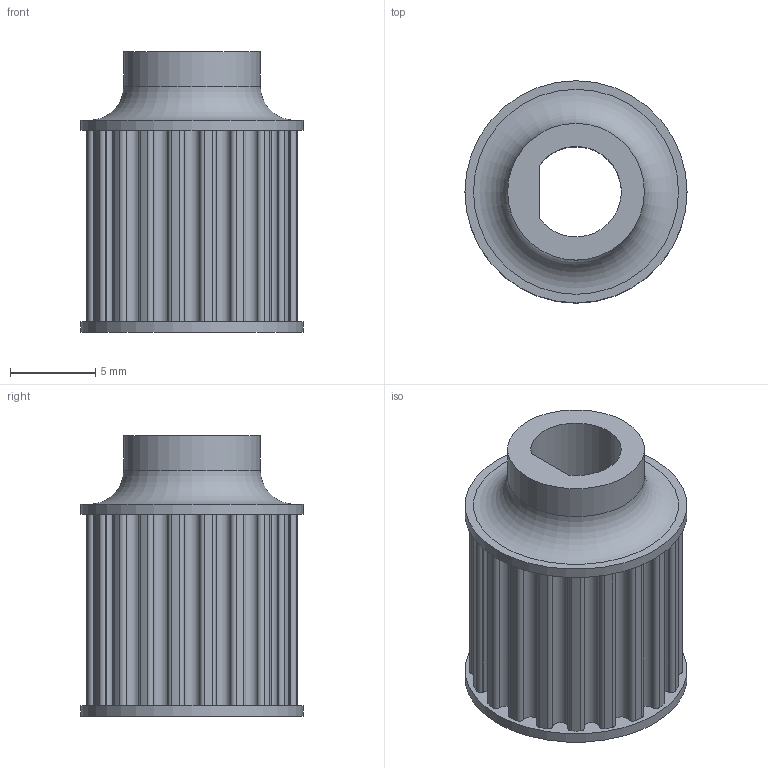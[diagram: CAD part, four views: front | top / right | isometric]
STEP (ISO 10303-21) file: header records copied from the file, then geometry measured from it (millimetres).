
FILE_DESCRIPTION(/* description */ ('FreeCAD Model'),/* implementation_level */ '2;1');
FILE_NAME(/* name */ 'GT2 Idler Pulley 20 Tooth 9mm Wide.stp',/* time_stamp */ '2025-06-09T13:12:41+02:00',/* author */ ('R5800u'),/* organization */ (''),/* preprocessor_version */ 'ST-DEVELOPER v20',/* originating_system */ 'Autodesk Inventor 2025',/* authorisation */ 'Unknown');
FILE_SCHEMA (('AUTOMOTIVE_DESIGN { 1 0 10303 214 3 1 1 }'));
Length unit declared in the file: millimetre
Products named in the file (1): GT2 Idler Pulley 20 Tooth 9mm Wide
Bounding box: 13 x 13 x 16.4 mm (x, y, z)
Volume: 1250.2 mm3; surface area: 1307.3 mm2
Topology: 1 solids, 1 shells, 131 faces, 378 edges, 252 vertices
Faces by surface type: cylinder 84, plane 46, torus 1
Full cylindrical faces by diameter (mm): 8 x1, 13 x2
Entity records: 4439 total; most frequent: DIRECTION 813, CARTESIAN_POINT 762, ORIENTED_EDGE 756, EDGE_CURVE 378, AXIS2_PLACEMENT_3D 303, VERTEX_POINT 252, LINE 207, VECTOR 207
